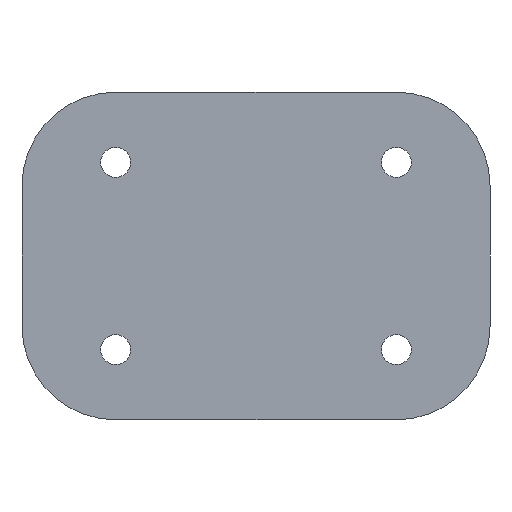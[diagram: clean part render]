
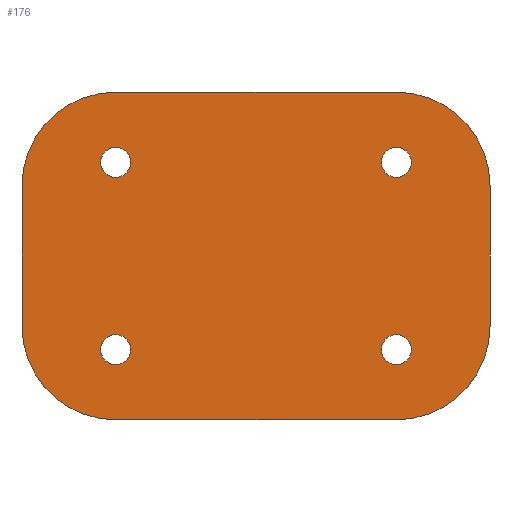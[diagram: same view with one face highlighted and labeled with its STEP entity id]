
A CAD part, front view. The second image highlights one B-rep face of the part: STEP entity #176.
In plain terms, the highlighted planar face has unit normal (0, -1, 0).
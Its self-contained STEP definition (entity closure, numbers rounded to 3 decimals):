
#1 = CARTESIAN_POINT ( 'NONE',  ( 40., 0., -7.5 ) ) ;
#5 = CARTESIAN_POINT ( 'NONE',  ( 40., 0., -5.9 ) ) ;
#7 = DIRECTION ( 'NONE',  ( 0., -1., 0. ) ) ;
#8 = EDGE_LOOP ( 'NONE', ( #137, #33, #361, #119, #304, #280, #274, #95 ) ) ;
#13 = ORIENTED_EDGE ( 'NONE', *, *, #52, .T. ) ;
#16 = VERTEX_POINT ( 'NONE', #265 ) ;
#18 = EDGE_CURVE ( 'NONE', #84, #53, #656, .T. ) ;
#24 = VECTOR ( 'NONE', #49, 1000. ) ;
#32 = EDGE_CURVE ( 'NONE', #671, #16, #325, .T. ) ;
#33 = ORIENTED_EDGE ( 'NONE', *, *, #300, .T. ) ;
#39 = VERTEX_POINT ( 'NONE', #116 ) ;
#42 = ORIENTED_EDGE ( 'NONE', *, *, #342, .T. ) ;
#49 = DIRECTION ( 'NONE',  ( -1., 0., 0. ) ) ;
#51 = CIRCLE ( 'NONE', #354, 1.6 ) ;
#52 = EDGE_CURVE ( 'NONE', #53, #84, #566, .T. ) ;
#53 = VERTEX_POINT ( 'NONE', #5 ) ;
#56 = DIRECTION ( 'NONE',  ( 0., 0., 1. ) ) ;
#69 = CARTESIAN_POINT ( 'NONE',  ( 40., 0., -9.1 ) ) ;
#79 = DIRECTION ( 'NONE',  ( 0., -1., 0. ) ) ;
#84 = VERTEX_POINT ( 'NONE', #69 ) ;
#86 = DIRECTION ( 'NONE',  ( 0., 0., -1. ) ) ;
#95 = ORIENTED_EDGE ( 'NONE', *, *, #32, .T. ) ;
#97 = CARTESIAN_POINT ( 'NONE',  ( 0., 0., -25. ) ) ;
#98 = CIRCLE ( 'NONE', #206, 10. ) ;
#101 = AXIS2_PLACEMENT_3D ( 'NONE', #275, #652, #484 ) ;
#105 = LINE ( 'NONE', #371, #391 ) ;
#113 = VERTEX_POINT ( 'NONE', #268 ) ;
#115 = EDGE_CURVE ( 'NONE', #651, #394, #495, .T. ) ;
#116 = CARTESIAN_POINT ( 'NONE',  ( 50., 0., -10. ) ) ;
#117 = EDGE_LOOP ( 'NONE', ( #377, #240 ) ) ;
#119 = ORIENTED_EDGE ( 'NONE', *, *, #384, .T. ) ;
#137 = ORIENTED_EDGE ( 'NONE', *, *, #321, .F. ) ;
#141 = CIRCLE ( 'NONE', #242, 1.6 ) ;
#145 = DIRECTION ( 'NONE',  ( 0., -1., 0. ) ) ;
#154 = AXIS2_PLACEMENT_3D ( 'NONE', #368, #636, #168 ) ;
#156 = DIRECTION ( 'NONE',  ( 0., 0., -1. ) ) ;
#162 = LINE ( 'NONE', #620, #24 ) ;
#167 = DIRECTION ( 'NONE',  ( 0., 0., 1. ) ) ;
#168 = DIRECTION ( 'NONE',  ( 0., 0., -1. ) ) ;
#175 = CARTESIAN_POINT ( 'NONE',  ( 10., 0., -7.5 ) ) ;
#176 = ADVANCED_FACE ( 'NONE', ( #575, #217, #471, #525, #422 ), #630, .T. ) ;
#199 = DIRECTION ( 'NONE',  ( 0., 0., 1. ) ) ;
#206 = AXIS2_PLACEMENT_3D ( 'NONE', #485, #79, #334 ) ;
#207 = CIRCLE ( 'NONE', #309, 10. ) ;
#216 = CARTESIAN_POINT ( 'NONE',  ( 50., 0., -25. ) ) ;
#217 = FACE_BOUND ( 'NONE', #632, .T. ) ;
#218 = VERTEX_POINT ( 'NONE', #238 ) ;
#221 = CIRCLE ( 'NONE', #101, 1.6 ) ;
#227 = EDGE_LOOP ( 'NONE', ( #248, #13 ) ) ;
#234 = CIRCLE ( 'NONE', #402, 1.6 ) ;
#238 = CARTESIAN_POINT ( 'NONE',  ( 10., 0., -9.1 ) ) ;
#240 = ORIENTED_EDGE ( 'NONE', *, *, #283, .T. ) ;
#242 = AXIS2_PLACEMENT_3D ( 'NONE', #305, #358, #515 ) ;
#248 = ORIENTED_EDGE ( 'NONE', *, *, #18, .T. ) ;
#254 = DIRECTION ( 'NONE',  ( 0., 0., -1. ) ) ;
#265 = CARTESIAN_POINT ( 'NONE',  ( 0., 0., -10. ) ) ;
#268 = CARTESIAN_POINT ( 'NONE',  ( 40., 0., -35. ) ) ;
#274 = ORIENTED_EDGE ( 'NONE', *, *, #604, .F. ) ;
#275 = CARTESIAN_POINT ( 'NONE',  ( 10., 0., -7.5 ) ) ;
#277 = VERTEX_POINT ( 'NONE', #547 ) ;
#280 = ORIENTED_EDGE ( 'NONE', *, *, #310, .T. ) ;
#283 = EDGE_CURVE ( 'NONE', #345, #218, #234, .T. ) ;
#284 = LINE ( 'NONE', #493, #398 ) ;
#295 = AXIS2_PLACEMENT_3D ( 'NONE', #425, #359, #531 ) ;
#300 = EDGE_CURVE ( 'NONE', #331, #544, #612, .T. ) ;
#304 = ORIENTED_EDGE ( 'NONE', *, *, #388, .F. ) ;
#305 = CARTESIAN_POINT ( 'NONE',  ( 40., 0., -27.5 ) ) ;
#309 = AXIS2_PLACEMENT_3D ( 'NONE', #662, #145, #561 ) ;
#310 = EDGE_CURVE ( 'NONE', #39, #551, #98, .T. ) ;
#314 = CARTESIAN_POINT ( 'NONE',  ( 10., 0., -27.5 ) ) ;
#319 = CARTESIAN_POINT ( 'NONE',  ( 10., 0., -35. ) ) ;
#321 = EDGE_CURVE ( 'NONE', #331, #16, #284, .T. ) ;
#325 = CIRCLE ( 'NONE', #536, 10. ) ;
#331 = VERTEX_POINT ( 'NONE', #97 ) ;
#334 = DIRECTION ( 'NONE',  ( 0., 0., -1. ) ) ;
#338 = ORIENTED_EDGE ( 'NONE', *, *, #570, .T. ) ;
#342 = EDGE_CURVE ( 'NONE', #277, #454, #51, .T. ) ;
#345 = VERTEX_POINT ( 'NONE', #553 ) ;
#350 = CARTESIAN_POINT ( 'NONE',  ( 50., 0., 0. ) ) ;
#354 = AXIS2_PLACEMENT_3D ( 'NONE', #666, #514, #199 ) ;
#358 = DIRECTION ( 'NONE',  ( 0., 1., 0. ) ) ;
#359 = DIRECTION ( 'NONE',  ( 0., 1., 0. ) ) ;
#361 = ORIENTED_EDGE ( 'NONE', *, *, #502, .F. ) ;
#368 = CARTESIAN_POINT ( 'NONE',  ( 0., 0., 0. ) ) ;
#369 = AXIS2_PLACEMENT_3D ( 'NONE', #500, #435, #444 ) ;
#370 = ORIENTED_EDGE ( 'NONE', *, *, #470, .T. ) ;
#371 = CARTESIAN_POINT ( 'NONE',  ( 0., 0., 0. ) ) ;
#377 = ORIENTED_EDGE ( 'NONE', *, *, #672, .T. ) ;
#379 = DIRECTION ( 'NONE',  ( 0., 1., 0. ) ) ;
#384 = EDGE_CURVE ( 'NONE', #113, #647, #207, .T. ) ;
#388 = EDGE_CURVE ( 'NONE', #39, #647, #508, .T. ) ;
#391 = VECTOR ( 'NONE', #581, 1000. ) ;
#394 = VERTEX_POINT ( 'NONE', #406 ) ;
#398 = VECTOR ( 'NONE', #438, 1000. ) ;
#401 = ORIENTED_EDGE ( 'NONE', *, *, #115, .T. ) ;
#402 = AXIS2_PLACEMENT_3D ( 'NONE', #175, #379, #86 ) ;
#406 = CARTESIAN_POINT ( 'NONE',  ( 10., 0., -29.1 ) ) ;
#412 = CARTESIAN_POINT ( 'NONE',  ( 10., 0., -27.5 ) ) ;
#422 = FACE_BOUND ( 'NONE', #117, .T. ) ;
#425 = CARTESIAN_POINT ( 'NONE',  ( 40., 0., -7.5 ) ) ;
#435 = DIRECTION ( 'NONE',  ( 0., -1., 0. ) ) ;
#438 = DIRECTION ( 'NONE',  ( 0., 0., 1. ) ) ;
#444 = DIRECTION ( 'NONE',  ( 0., 0., -1. ) ) ;
#454 = VERTEX_POINT ( 'NONE', #659 ) ;
#462 = CARTESIAN_POINT ( 'NONE',  ( 40., 0., 0. ) ) ;
#470 = EDGE_CURVE ( 'NONE', #454, #277, #141, .T. ) ;
#471 = FACE_OUTER_BOUND ( 'NONE', #8, .T. ) ;
#481 = CARTESIAN_POINT ( 'NONE',  ( 10., 0., -25.9 ) ) ;
#484 = DIRECTION ( 'NONE',  ( 0., 0., -1. ) ) ;
#485 = CARTESIAN_POINT ( 'NONE',  ( 40., 0., -10. ) ) ;
#487 = CARTESIAN_POINT ( 'NONE',  ( 10., 0., 0. ) ) ;
#493 = CARTESIAN_POINT ( 'NONE',  ( 0., 0., 0. ) ) ;
#495 = CIRCLE ( 'NONE', #506, 1.6 ) ;
#500 = CARTESIAN_POINT ( 'NONE',  ( 10., 0., -25. ) ) ;
#502 = EDGE_CURVE ( 'NONE', #113, #544, #162, .T. ) ;
#506 = AXIS2_PLACEMENT_3D ( 'NONE', #314, #516, #56 ) ;
#508 = LINE ( 'NONE', #350, #629 ) ;
#514 = DIRECTION ( 'NONE',  ( 0., 1., 0. ) ) ;
#515 = DIRECTION ( 'NONE',  ( 0., 0., 1. ) ) ;
#516 = DIRECTION ( 'NONE',  ( 0., 1., 0. ) ) ;
#519 = CARTESIAN_POINT ( 'NONE',  ( 10., 0., -10. ) ) ;
#525 = FACE_BOUND ( 'NONE', #526, .T. ) ;
#526 = EDGE_LOOP ( 'NONE', ( #370, #42 ) ) ;
#531 = DIRECTION ( 'NONE',  ( 0., 0., -1. ) ) ;
#533 = AXIS2_PLACEMENT_3D ( 'NONE', #412, #673, #167 ) ;
#536 = AXIS2_PLACEMENT_3D ( 'NONE', #519, #7, #582 ) ;
#544 = VERTEX_POINT ( 'NONE', #319 ) ;
#546 = CIRCLE ( 'NONE', #533, 1.6 ) ;
#547 = CARTESIAN_POINT ( 'NONE',  ( 40., 0., -25.9 ) ) ;
#551 = VERTEX_POINT ( 'NONE', #462 ) ;
#553 = CARTESIAN_POINT ( 'NONE',  ( 10., 0., -5.9 ) ) ;
#561 = DIRECTION ( 'NONE',  ( 0., 0., -1. ) ) ;
#566 = CIRCLE ( 'NONE', #295, 1.6 ) ;
#570 = EDGE_CURVE ( 'NONE', #394, #651, #546, .T. ) ;
#575 = FACE_BOUND ( 'NONE', #227, .T. ) ;
#579 = DIRECTION ( 'NONE',  ( 0., 1., 0. ) ) ;
#581 = DIRECTION ( 'NONE',  ( 1., 0., 0. ) ) ;
#582 = DIRECTION ( 'NONE',  ( 0., 0., -1. ) ) ;
#604 = EDGE_CURVE ( 'NONE', #671, #551, #105, .T. ) ;
#612 = CIRCLE ( 'NONE', #369, 10. ) ;
#620 = CARTESIAN_POINT ( 'NONE',  ( 0., 0., -35. ) ) ;
#629 = VECTOR ( 'NONE', #254, 1000. ) ;
#630 = PLANE ( 'NONE',  #154 ) ;
#632 = EDGE_LOOP ( 'NONE', ( #338, #401 ) ) ;
#634 = AXIS2_PLACEMENT_3D ( 'NONE', #1, #579, #156 ) ;
#636 = DIRECTION ( 'NONE',  ( 0., -1., 0. ) ) ;
#647 = VERTEX_POINT ( 'NONE', #216 ) ;
#651 = VERTEX_POINT ( 'NONE', #481 ) ;
#652 = DIRECTION ( 'NONE',  ( 0., 1., 0. ) ) ;
#656 = CIRCLE ( 'NONE', #634, 1.6 ) ;
#659 = CARTESIAN_POINT ( 'NONE',  ( 40., 0., -29.1 ) ) ;
#662 = CARTESIAN_POINT ( 'NONE',  ( 40., 0., -25. ) ) ;
#666 = CARTESIAN_POINT ( 'NONE',  ( 40., 0., -27.5 ) ) ;
#671 = VERTEX_POINT ( 'NONE', #487 ) ;
#672 = EDGE_CURVE ( 'NONE', #218, #345, #221, .T. ) ;
#673 = DIRECTION ( 'NONE',  ( 0., 1., 0. ) ) ;
